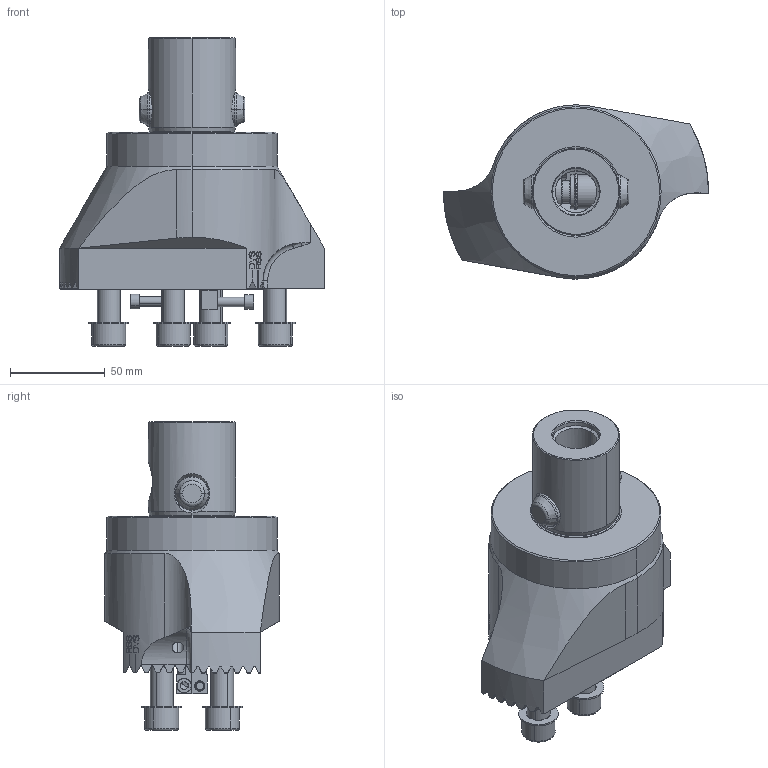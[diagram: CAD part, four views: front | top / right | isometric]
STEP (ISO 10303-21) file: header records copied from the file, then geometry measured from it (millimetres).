
FILE_DESCRIPTION(('no description'),'unknown implementation level');
FILE_NAME('EC3FFD98-39F6-4F5E-B3F8-67F9F313141C_export.stp',' ',('CIMSOURCE GmbH'),('CADClick - KiM GmbH - www.kimweb.de'),'unknown preprocess','ACIS','unknown authorization');
FILE_SCHEMA(('automotive_design'));
Length unit declared in the file: millimetre
Products named in the file (14): 319.703 Kaiser SW148-176(203)xCK7B|690.970 Kaiser ETL M12x40_DIN 912 M12 x 20 --- 20C;Hex; 319.703 Kaiser SW148-176(203)xCK7B|693.187 Kaiser ETL �13_21L_eingebaut;Rotation1; 319.703 Kaiser SW148-176(203)xCK7B|690.197 Kaiser ETL M5x0.5x23 spez;Verrundung1; 319.703 Kaiser SW148-176(203)xCK7B|319.750 Kaiser ETL SW98;Fase5; 319.703 Kaiser SW148-176(203)xCK7B|319.734 Kaiser Werkzeugk�rper SW148xCK7B;Schnitt-Rotation12; 319.703 Kaiser SW148-176(203)xCK7B|691.507 Kaiser ETL D18 X 56K|693.306 Sprengring;Schnitt-Linear austragen1; 319.703 Kaiser SW148-176(203)xCK7B|691.507 Kaiser ETL D18 X 56K|691.527 Mitnehmerbolzen;Rotation1
Bounding box: 140 x 92 x 163.2 mm (x, y, z)
Volume: 669151.8 mm3; surface area: 89888.6 mm2
Topology: 14 solids, 14 shells, 821 faces, 2114 edges, 1335 vertices
Faces by surface type: plane 296, cylinder 235, bspline 140, cone 98, torus 52
Entity records: 97043 total; most frequent: CARTESIAN_POINT 54147, STYLED_ITEM 4262, PRESENTATION_STYLE_ASSIGNMENT 4262, COLOUR_RGB 4262, ORIENTED_EDGE 4184, DIRECTION 3590, EDGE_CURVE 2092, CURVE_STYLE 2092
